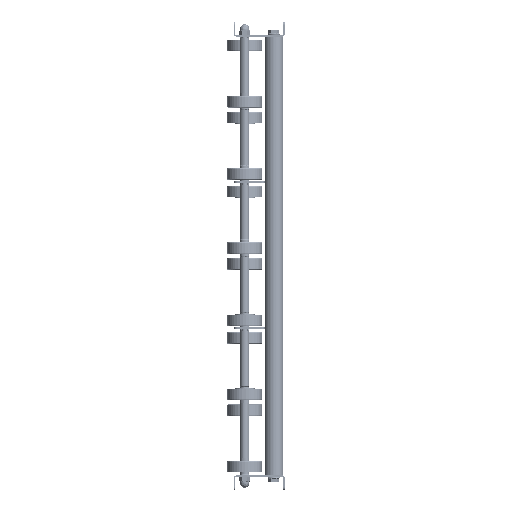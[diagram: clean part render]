
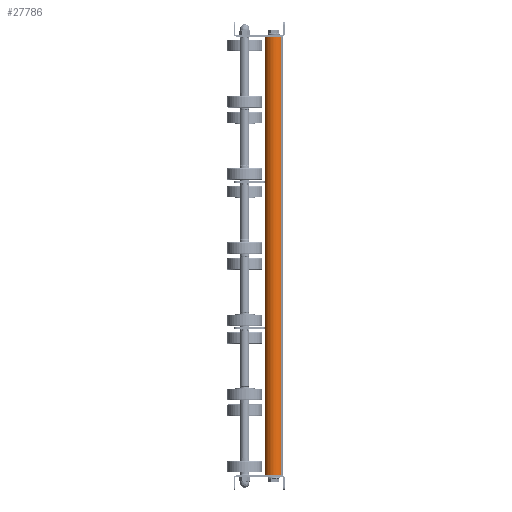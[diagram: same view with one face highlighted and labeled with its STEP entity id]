
A CAD part, left-side view. The second image highlights one B-rep face of the part: STEP entity #27786.
In plain terms, the highlighted cylindrical face has radius 12.5 mm (diameter 25 mm), a partial arc.
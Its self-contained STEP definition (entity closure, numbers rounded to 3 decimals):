
#1299 = AXIS2_PLACEMENT_3D ( 'NONE', #44842, #49831, #37691 ) ;
#3305 = DIRECTION ( 'NONE',  ( 0., 0., -1. ) ) ;
#4998 = EDGE_LOOP ( 'NONE', ( #32296, #39524, #39699, #17933 ) ) ;
#6698 = DIRECTION ( 'NONE',  ( -1., 0., 0. ) ) ;
#7129 = CIRCLE ( 'NONE', #1299, 12.5 ) ;
#7510 = VERTEX_POINT ( 'NONE', #7824 ) ;
#7824 = CARTESIAN_POINT ( 'NONE',  ( 1., 0., 12.5 ) ) ;
#8697 = VERTEX_POINT ( 'NONE', #19914 ) ;
#10117 = VERTEX_POINT ( 'NONE', #48902 ) ;
#10334 = CARTESIAN_POINT ( 'NONE',  ( 600., 0., -12.5 ) ) ;
#12805 = EDGE_CURVE ( 'NONE', #10117, #7510, #38519, .T. ) ;
#15931 = DIRECTION ( 'NONE',  ( 0., 0., 1. ) ) ;
#15952 = AXIS2_PLACEMENT_3D ( 'NONE', #51505, #19607, #15931 ) ;
#17933 = ORIENTED_EDGE ( 'NONE', *, *, #32678, .T. ) ;
#18517 = DIRECTION ( 'NONE',  ( -1., 0., 0. ) ) ;
#19607 = DIRECTION ( 'NONE',  ( -1., 0., 0. ) ) ;
#19914 = CARTESIAN_POINT ( 'NONE',  ( 1., 0., -12.5 ) ) ;
#19958 = EDGE_CURVE ( 'NONE', #34812, #8697, #50369, .T. ) ;
#20118 = CYLINDRICAL_SURFACE ( 'NONE', #15952, 12.5 ) ;
#22459 = VECTOR ( 'NONE', #18517, 1000. ) ;
#23543 = FACE_OUTER_BOUND ( 'NONE', #4998, .T. ) ;
#25835 = DIRECTION ( 'NONE',  ( -1., 0., 0. ) ) ;
#27786 = ADVANCED_FACE ( 'NONE', ( #23543 ), #20118, .T. ) ;
#30672 = CARTESIAN_POINT ( 'NONE',  ( 599., 0., -12.5 ) ) ;
#32296 = ORIENTED_EDGE ( 'NONE', *, *, #19958, .F. ) ;
#32678 = EDGE_CURVE ( 'NONE', #7510, #8697, #7129, .T. ) ;
#34812 = VERTEX_POINT ( 'NONE', #30672 ) ;
#36047 = AXIS2_PLACEMENT_3D ( 'NONE', #42722, #6698, #3305 ) ;
#37691 = DIRECTION ( 'NONE',  ( 0., 0., -1. ) ) ;
#38519 = LINE ( 'NONE', #39041, #22459 ) ;
#39041 = CARTESIAN_POINT ( 'NONE',  ( 600., 0., 12.5 ) ) ;
#39524 = ORIENTED_EDGE ( 'NONE', *, *, #43803, .T. ) ;
#39699 = ORIENTED_EDGE ( 'NONE', *, *, #12805, .T. ) ;
#42722 = CARTESIAN_POINT ( 'NONE',  ( 599., 0., 0. ) ) ;
#43803 = EDGE_CURVE ( 'NONE', #34812, #10117, #46999, .T. ) ;
#44472 = VECTOR ( 'NONE', #25835, 1000. ) ;
#44842 = CARTESIAN_POINT ( 'NONE',  ( 1., 0., 0. ) ) ;
#46999 = CIRCLE ( 'NONE', #36047, 12.5 ) ;
#48902 = CARTESIAN_POINT ( 'NONE',  ( 599., 0., 12.5 ) ) ;
#49831 = DIRECTION ( 'NONE',  ( 1., 0., 0. ) ) ;
#50369 = LINE ( 'NONE', #10334, #44472 ) ;
#51505 = CARTESIAN_POINT ( 'NONE',  ( 600., 0., 0. ) ) ;
